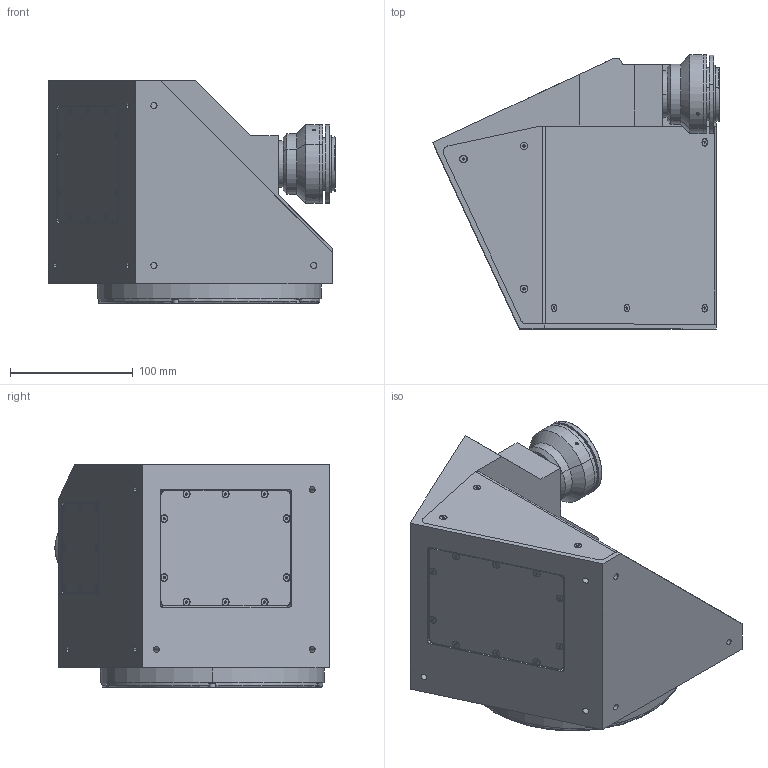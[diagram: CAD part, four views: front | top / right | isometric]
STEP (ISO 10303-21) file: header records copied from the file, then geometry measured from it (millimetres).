
FILE_DESCRIPTION (( 'STEP AP203' ), '1' );
FILE_NAME ('DP26819_TCCR2M120-F.step', '2021-10-26T12:14:22', ( '' ), ( '' ), 'SwSTEP 2.0', 'SolidWorks 2021', '' );
FILE_SCHEMA (( 'CONFIG_CONTROL_DESIGN' ));
Length unit declared in the file: millimetre
Products named in the file (1): DP26819_TCCR2M120-F
Bounding box: 233.18 x 223 x 181.4 mm (x, y, z)
Surface area: 230667 mm2 (no closed solid volume)
Topology: 0 solids, 81 shells, 569 faces, 1867 edges, 1305 vertices
Faces by surface type: plane 247, cylinder 167, cone 130, torus 21, sphere 4
Entity records: 20333 total; most frequent: CARTESIAN_POINT 4020, DIRECTION 3591, ORIENTED_EDGE 2805, EDGE_CURVE 1805, VERTEX_POINT 1305, AXIS2_PLACEMENT_3D 1258, LINE 1075, VECTOR 1075
